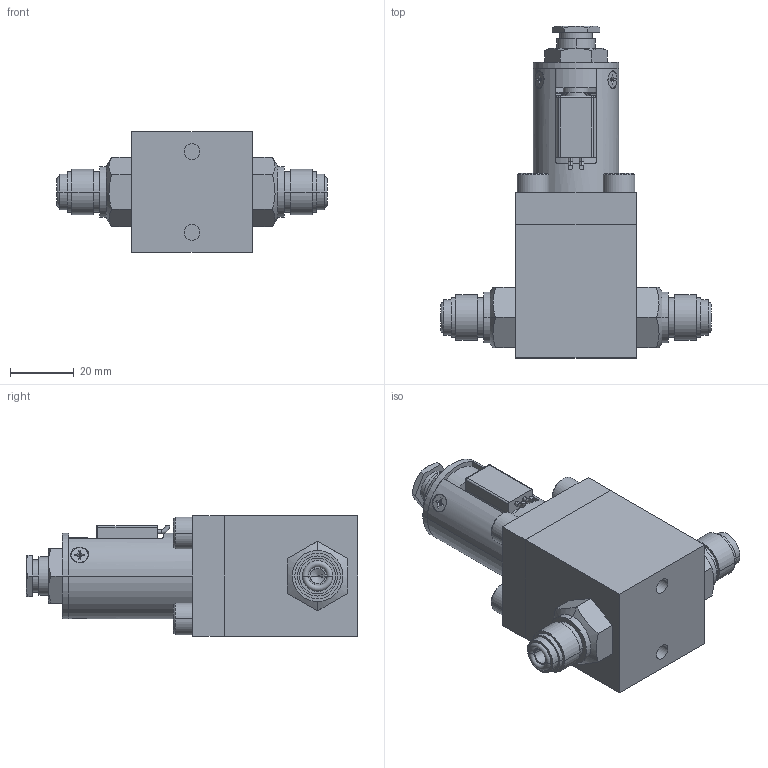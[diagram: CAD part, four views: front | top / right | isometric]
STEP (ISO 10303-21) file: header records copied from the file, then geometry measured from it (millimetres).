
FILE_DESCRIPTION((''),'2;1');
FILE_NAME('148J_OUTLINE_SOLID_ASM','2011-01-26T',('cockrofm'),('MKS Instruments, Inc.'),'PRO/ENGINEER BY PARAMETRIC TECHNOLOGY CORPORATION, 2009060','PRO/ENGINEER BY PARAMETRIC TECHNOLOGY CORPORATION, 2009060','');
FILE_SCHEMA(('CONFIG_CONTROL_DESIGN'));
Length unit declared in the file: inch
Products named in the file (28): 122850-P1_VALVE_BODY; 149-2149_METAL-C-RING; 122842-P1_HOUSING_SLUG; 122841-P1_CENTER_SHAFT; 122840-P1_WASHER_CENTERSHAFT; 122846-G1_ASM; 122845-P1_SLUG; 125203_CENTER-SPRING; 122848-G1_WELDMENT_SLUG_ASM; 122843-P1_WASHER; 122844-P1_SHIM; 106550_DRAWING-REP; 122838-P1_AFTER_ASSY; 122839-P1_AFTER_ASSY; 122847-G1_ASSY_PLUG_ASM; 122837-P1_RING_DIAPHRAGM; 122835-P1_HOUSING_COIL; 124201_SOLENOID_ASSY_ASM; 122836-P1_SPRING_WAVEWASHER; 124415_CAP_SOLENOID_ENCLOSURE; 122832-P1_NUT_LOCK; 122826-P1_NUT_ADJST; 160-2207; 160-2206; 124558_AS_INSTALLED; 160-2208; 050-5567_DUMMY; 148J_OUTLINE_SOLID_ASM
Assembly tree (34 placements, depth 3):
  148J_OUTLINE_SOLID_ASM
    122850-P1_VALVE_BODY
    149-2149_METAL-C-RING
    122846-G1_ASM
      122842-P1_HOUSING_SLUG
      122841-P1_CENTER_SHAFT
      122840-P1_WASHER_CENTERSHAFT
    122848-G1_WELDMENT_SLUG_ASM
      122845-P1_SLUG
      125203_CENTER-SPRING
    122843-P1_WASHER
    122844-P1_SHIM
    106550_DRAWING-REP
    122847-G1_ASSY_PLUG_ASM
      122838-P1_AFTER_ASSY
      122839-P1_AFTER_ASSY
    122837-P1_RING_DIAPHRAGM
    122835-P1_HOUSING_COIL
    124201_SOLENOID_ASSY_ASM
    122836-P1_SPRING_WAVEWASHER
    124415_CAP_SOLENOID_ENCLOSURE
    122832-P1_NUT_LOCK
    122826-P1_NUT_ADJST
    160-2207  x3
    160-2206  x4
    124558_AS_INSTALLED
    160-2208  x3
    050-5567_DUMMY
Bounding box: 85.12 x 104.36 x 38 mm (x, y, z)
Volume: 103180 mm3; surface area: 48955.5 mm2
Topology: 30 solids, 45 shells, 835 faces, 1949 edges, 1136 vertices
Faces by surface type: cylinder 334, plane 234, bspline 134, cone 86, torus 39, extrusion 6, sphere 2
Entity records: 21469 total; most frequent: CARTESIAN_POINT 6454, DIRECTION 3170, ORIENTED_EDGE 2814, EDGE_CURVE 1433, AXIS2_PLACEMENT_3D 1296, VERTEX_POINT 932, EDGE_LOOP 745, CIRCLE 657
